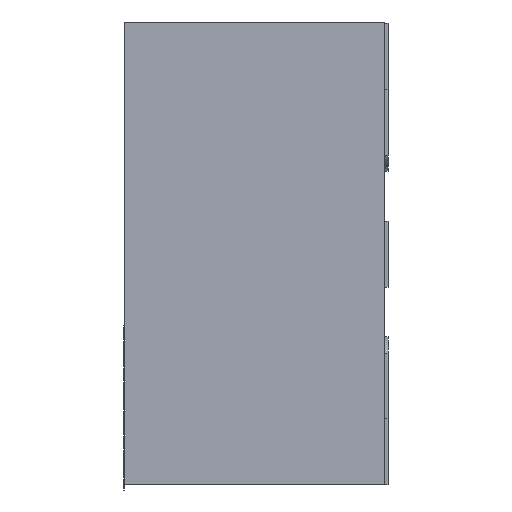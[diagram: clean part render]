
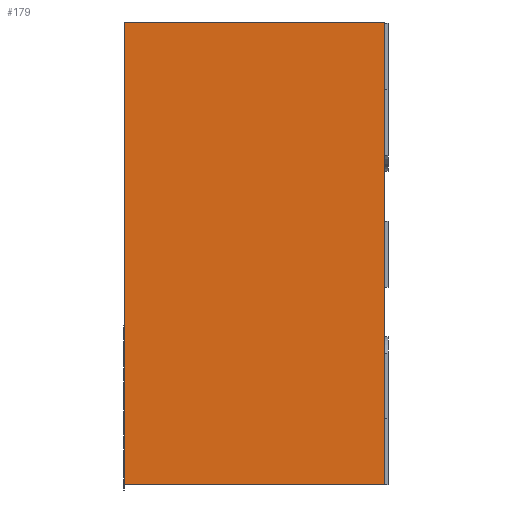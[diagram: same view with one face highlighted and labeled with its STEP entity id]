
A CAD part, left-side view. The second image highlights one B-rep face of the part: STEP entity #179.
In plain terms, the highlighted planar face has unit normal (-1, 0, 0).
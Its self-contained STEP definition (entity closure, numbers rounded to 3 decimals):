
#93 = FACE_OUTER_BOUND($, #99 ,.T.);
#99 = EDGE_LOOP($,( #155 , #156 , #157 , #158 ));
#109 = LINE($, #233 , #121 );
#110 = LINE($, #236 , #122 );
#111 = LINE($, #238 , #123 );
#112 = LINE($, #239 , #124 );
#121 = VECTOR($, #204 ,0.1);
#122 = VECTOR($, #207 ,0.1);
#123 = VECTOR($, #208 ,0.1);
#124 = VECTOR($, #209 ,0.1);
#131 = VERTEX_POINT($, #229 );
#132 = VERTEX_POINT($, #231 );
#133 = VERTEX_POINT($, #235 );
#134 = VERTEX_POINT($, #237 );
#141 = EDGE_CURVE($, #131 , #132 , #109 ,.T.);
#142 = EDGE_CURVE($, #133 , #131 , #110 ,.T.);
#143 = EDGE_CURVE($, #134 , #132 , #111 ,.T.);
#144 = EDGE_CURVE($, #133 , #134 , #112 ,.T.);
#155 = ORIENTED_EDGE($,*,*, #142 ,.T.);
#156 = ORIENTED_EDGE($,*,*, #141 ,.T.);
#157 = ORIENTED_EDGE($,*,*, #143 ,.F.);
#158 = ORIENTED_EDGE($,*,*, #144 ,.F.);
#173 = PLANE($, #188 );
#179 = ADVANCED_FACE($,( #93 ), #173 ,.T.);
#188 = AXIS2_PLACEMENT_3D($, #234 , #205 , #206 );
#204 = DIRECTION($,(0.,1.,0.));
#205 = DIRECTION('center_axis',(-1.,0.,0.));
#206 = DIRECTION('ref_axis',(0.,0.,1.));
#207 = DIRECTION($,(0.,0.,1.));
#208 = DIRECTION($,(0.,0.,1.));
#209 = DIRECTION($,(0.,1.,0.));
#229 = CARTESIAN_POINT('',(-0.901,0.01,0.704));
#231 = CARTESIAN_POINT('',(-0.901,0.8,0.704));
#233 = CARTESIAN_POINT($,(-0.901,0.01,0.704));
#234 = CARTESIAN_POINT('Origin',(-0.901,0.01,-0.7));
#235 = CARTESIAN_POINT('',(-0.901,0.01,-0.7));
#236 = CARTESIAN_POINT($,(-0.901,0.01,-0.7));
#237 = CARTESIAN_POINT('',(-0.901,0.8,-0.7));
#238 = CARTESIAN_POINT($,(-0.901,0.8,-0.7));
#239 = CARTESIAN_POINT($,(-0.901,0.01,-0.7));
